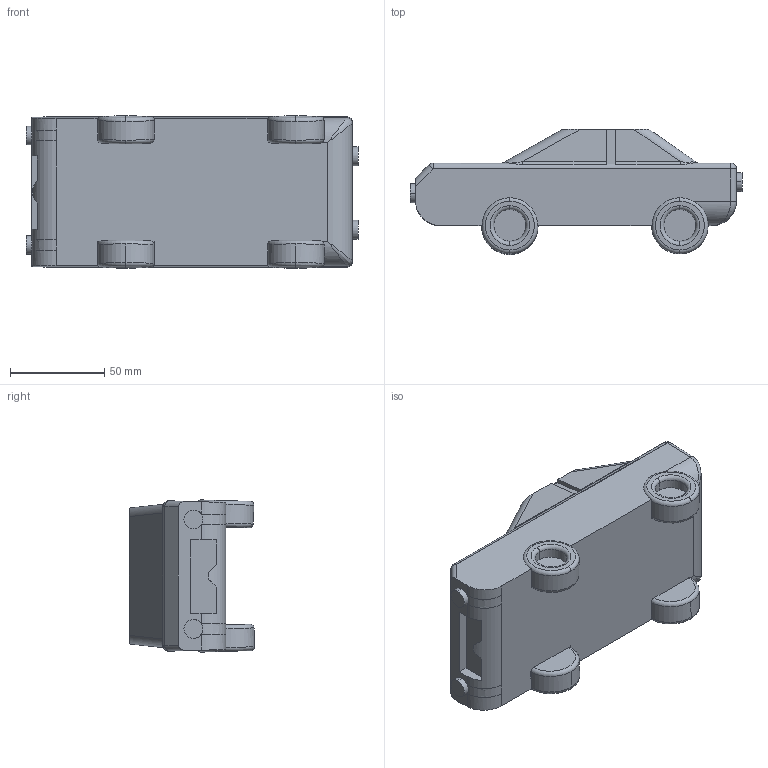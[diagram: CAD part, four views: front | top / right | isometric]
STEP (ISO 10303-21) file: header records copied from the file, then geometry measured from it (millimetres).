
FILE_DESCRIPTION (( 'STEP AP214' ), '1' );
FILE_NAME ('Retro-design.STEP', '2022-06-16T21:00:50', ( '' ), ( '' ), 'SwSTEP 2.0', 'SolidWorks 2021', '' );
FILE_SCHEMA (( 'AUTOMOTIVE_DESIGN' ));
Length unit declared in the file: centimetre
Products named in the file (1): Retro-design
Bounding box: 176.27 x 66.41 x 80.8 mm (x, y, z)
Volume: 547081.1 mm3; surface area: 51275.8 mm2
Topology: 1 solids, 1 shells, 142 faces, 362 edges, 222 vertices
Faces by surface type: plane 51, cylinder 49, torus 22, bspline 16, sphere 4
Entity records: 5457 total; most frequent: CARTESIAN_POINT 1527, ORIENTED_EDGE 710, DIRECTION 693, EDGE_CURVE 355, AXIS2_PLACEMENT_3D 277, VERTEX_POINT 221, CIRCLE 150, EDGE_LOOP 148
